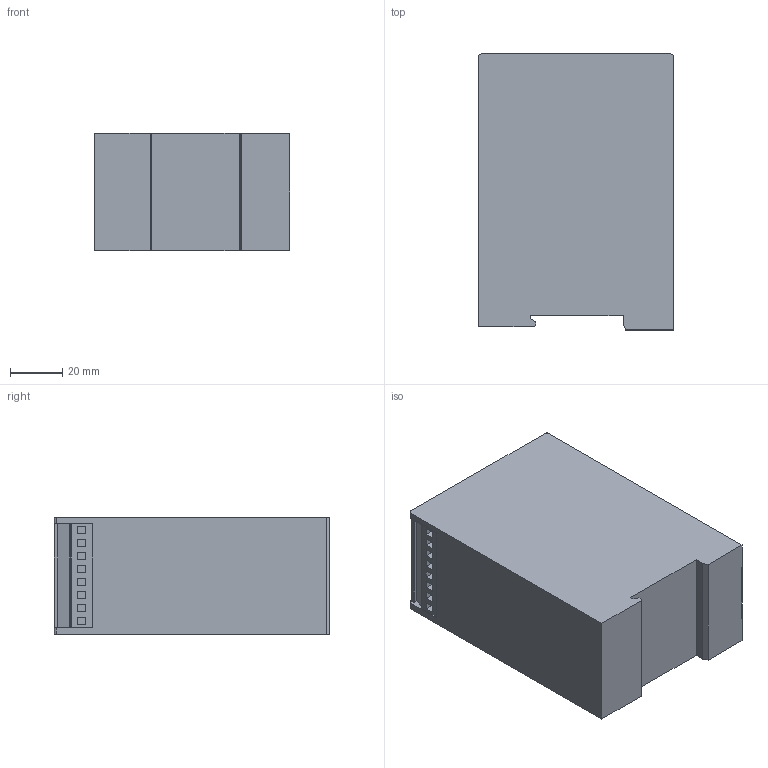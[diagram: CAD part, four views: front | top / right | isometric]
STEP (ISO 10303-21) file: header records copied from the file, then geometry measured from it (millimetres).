
FILE_DESCRIPTION(('SolidDesigner STEP Export'),'2;1');
FILE_NAME('2814605_MCR_F_UI_DC_select.stp','2008-08-22T10:44:37',(''),(''),'OneSpace Designer STEP processor for AP214 (Solid Model)','OneSpace Designer 14.50 18-Oct-2006 (C) CoCreate Software GmbH','');
FILE_SCHEMA(('AUTOMOTIVE_DESIGN { 1 0 10303 214 1 1 1 1 }'));
Length unit declared in the file: millimetre
Products named in the file (2): 2814605_MCR_F_UI_DC_select
Assembly tree (1 placements, depth 2):
  2814605_MCR_F_UI_DC_select
    2814605_MCR_F_UI_DC_select
Bounding box: 75 x 106 x 45 mm (x, y, z)
Volume: 345736.9 mm3; surface area: 33630.2 mm2
Topology: 1 solids, 1 shells, 191 faces, 472 edges, 316 vertices
Faces by surface type: plane 145, cylinder 46
Entity records: 6788 total; most frequent: ORIENTED_EDGE 944, CARTESIAN_POINT 923, DIRECTION 853, EDGE_CURVE 472, VECTOR 361, LINE 361, VERTEX_POINT 316, AXIS2_PLACEMENT_3D 246
